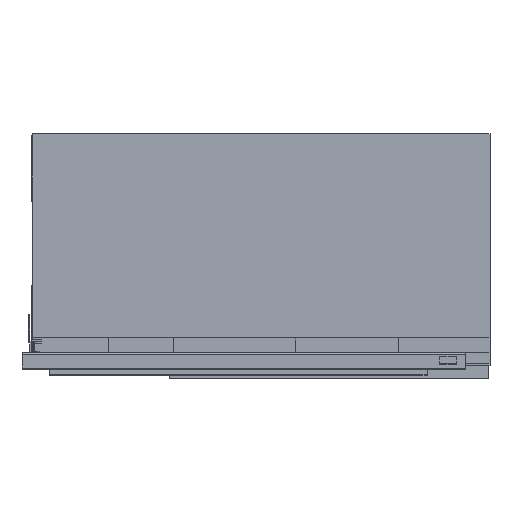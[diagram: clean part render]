
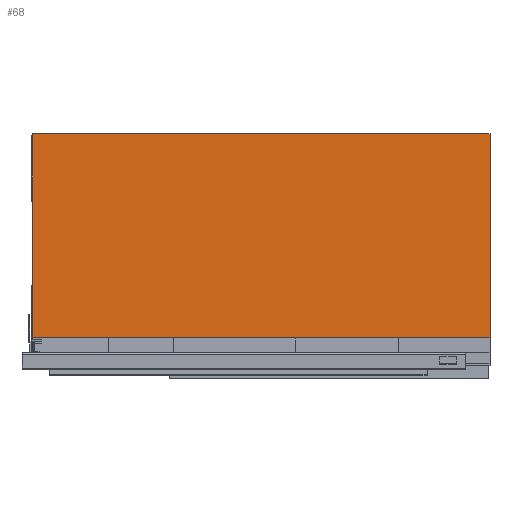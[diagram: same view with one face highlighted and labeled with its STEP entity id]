
A CAD part, top view. The second image highlights one B-rep face of the part: STEP entity #68.
In plain terms, the highlighted planar face has unit normal (0, 0, 1).
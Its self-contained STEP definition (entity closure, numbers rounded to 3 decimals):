
#68 = ADVANCED_FACE ( 'NONE', ( #9245 ), #7763, .T. ) ;
#803 = DIRECTION ( 'NONE',  ( 0., -1., 0. ) ) ;
#994 = DIRECTION ( 'NONE',  ( 0., -1., 0. ) ) ;
#1020 = LINE ( 'NONE', #3359, #3181 ) ;
#1350 = VERTEX_POINT ( 'NONE', #6268 ) ;
#2201 = CARTESIAN_POINT ( 'NONE',  ( -490., 249., 13.5 ) ) ;
#2283 = DIRECTION ( 'NONE',  ( 0., 0., 1. ) ) ;
#2383 = VECTOR ( 'NONE', #6416, 1000. ) ;
#2511 = VECTOR ( 'NONE', #5975, 1000. ) ;
#2650 = DIRECTION ( 'NONE',  ( 1., 0., 0. ) ) ;
#2667 = EDGE_LOOP ( 'NONE', ( #3889, #9290, #3288, #6135 ) ) ;
#3181 = VECTOR ( 'NONE', #2650, 1000. ) ;
#3288 = ORIENTED_EDGE ( 'NONE', *, *, #7822, .T. ) ;
#3359 = CARTESIAN_POINT ( 'NONE',  ( -490., 30., 13.5 ) ) ;
#3889 = ORIENTED_EDGE ( 'NONE', *, *, #4761, .F. ) ;
#3911 = CARTESIAN_POINT ( 'NONE',  ( -490., 249., 13.5 ) ) ;
#4196 = CARTESIAN_POINT ( 'NONE',  ( 0., 249., 13.5 ) ) ;
#4761 = EDGE_CURVE ( 'NONE', #5281, #5121, #6486, .T. ) ;
#4847 = CARTESIAN_POINT ( 'NONE',  ( 0., 249., 13.5 ) ) ;
#5105 = LINE ( 'NONE', #2201, #2511 ) ;
#5121 = VERTEX_POINT ( 'NONE', #7034 ) ;
#5281 = VERTEX_POINT ( 'NONE', #4847 ) ;
#5975 = DIRECTION ( 'NONE',  ( 1., 0., 0. ) ) ;
#6135 = ORIENTED_EDGE ( 'NONE', *, *, #7877, .T. ) ;
#6268 = CARTESIAN_POINT ( 'NONE',  ( -490., 30., 13.5 ) ) ;
#6343 = EDGE_CURVE ( 'NONE', #8643, #5281, #5105, .T. ) ;
#6408 = AXIS2_PLACEMENT_3D ( 'NONE', #3911, #2283, #803 ) ;
#6416 = DIRECTION ( 'NONE',  ( 0., -1., 0. ) ) ;
#6486 = LINE ( 'NONE', #4196, #7150 ) ;
#7034 = CARTESIAN_POINT ( 'NONE',  ( 0., 30., 13.5 ) ) ;
#7150 = VECTOR ( 'NONE', #994, 1000. ) ;
#7281 = CARTESIAN_POINT ( 'NONE',  ( -490., 249., 13.5 ) ) ;
#7763 = PLANE ( 'NONE',  #6408 ) ;
#7822 = EDGE_CURVE ( 'NONE', #8643, #1350, #8091, .T. ) ;
#7877 = EDGE_CURVE ( 'NONE', #1350, #5121, #1020, .T. ) ;
#8091 = LINE ( 'NONE', #7281, #2383 ) ;
#8643 = VERTEX_POINT ( 'NONE', #9554 ) ;
#9245 = FACE_OUTER_BOUND ( 'NONE', #2667, .T. ) ;
#9290 = ORIENTED_EDGE ( 'NONE', *, *, #6343, .F. ) ;
#9554 = CARTESIAN_POINT ( 'NONE',  ( -490., 249., 13.5 ) ) ;
